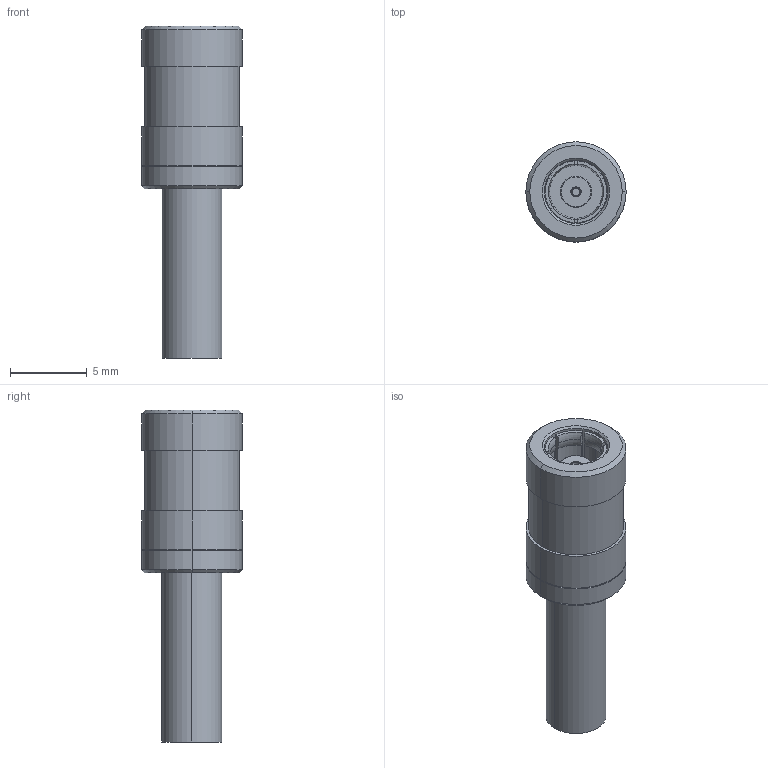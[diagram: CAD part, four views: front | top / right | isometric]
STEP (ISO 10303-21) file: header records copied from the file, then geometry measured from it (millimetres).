
FILE_DESCRIPTION (( 'STEP AP203' ), '1' );
FILE_NAME ('PE4046.step', '2018-08-14T15:18:01', ( '' ), ( '' ), 'SwSTEP 2.0', 'SolidWorks 2017', '' );
FILE_SCHEMA (( 'CONFIG_CONTROL_DESIGN' ));
Length unit declared in the file: inch
Products named in the file (1): PE4046
Bounding box: 6.52 x 6.52 x 21.58 mm (x, y, z)
Volume: 344.9 mm3; surface area: 883.5 mm2
Topology: 2 solids, 2 shells, 107 faces, 250 edges, 162 vertices
Faces by surface type: plane 43, cylinder 38, torus 16, cone 10
Entity records: 3255 total; most frequent: CARTESIAN_POINT 640, DIRECTION 572, ORIENTED_EDGE 500, EDGE_CURVE 250, AXIS2_PLACEMENT_3D 238, VERTEX_POINT 162, CIRCLE 130, EDGE_LOOP 124
